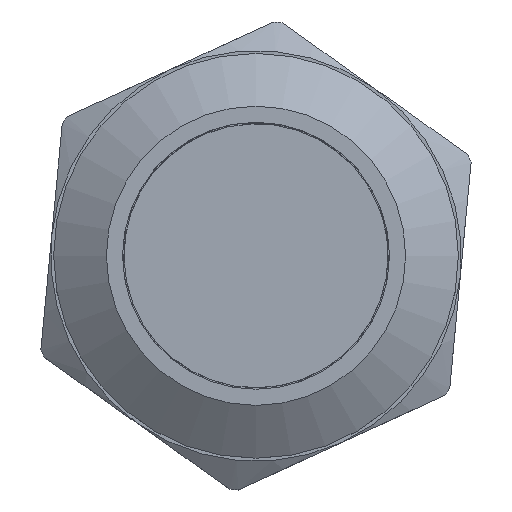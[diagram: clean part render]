
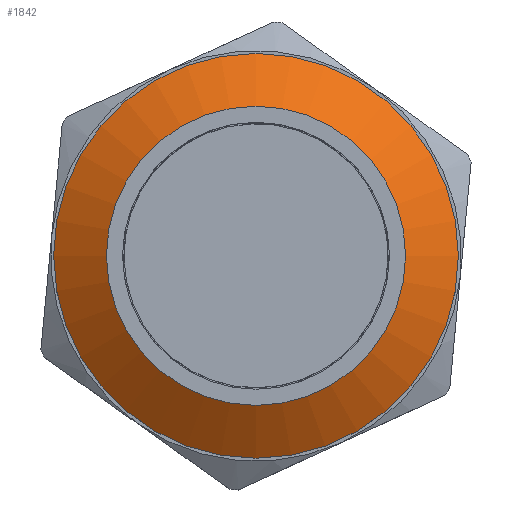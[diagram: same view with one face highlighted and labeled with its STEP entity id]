
A CAD part, top view. The second image highlights one B-rep face of the part: STEP entity #1842.
In plain terms, the highlighted conical face has half-angle 56.31 degrees and reference radius 6.9 mm.
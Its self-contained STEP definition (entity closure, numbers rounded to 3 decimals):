
#1484=CONICAL_SURFACE('',#4101,6.9,56.31);
#1663=FACE_BOUND('',#2229,.T.);
#1664=FACE_BOUND('',#2230,.T.);
#1842=ADVANCED_FACE('',(#1663,#1664),#1484,.T.);
#2229=EDGE_LOOP('',(#3111));
#2230=EDGE_LOOP('',(#3112));
#2292=CIRCLE('',#4083,6.9);
#2293=CIRCLE('',#4085,5.1);
#3111=ORIENTED_EDGE('',*,*,#3783,.F.);
#3112=ORIENTED_EDGE('',*,*,#3782,.F.);
#3377=VERTEX_POINT('',#6805);
#3378=VERTEX_POINT('',#6808);
#3782=EDGE_CURVE('',#3377,#3377,#2292,.T.);
#3783=EDGE_CURVE('',#3378,#3378,#2293,.T.);
#4083=AXIS2_PLACEMENT_3D('',#6804,#4830,#4831);
#4085=AXIS2_PLACEMENT_3D('',#6807,#4834,#4835);
#4101=AXIS2_PLACEMENT_3D('',#7560,#4866,#4867);
#4830=DIRECTION('',(0.,0.,-1.));
#4831=DIRECTION('',(-1.,0.,0.));
#4834=DIRECTION('',(0.,0.,1.));
#4835=DIRECTION('',(-1.,0.,0.));
#4866=DIRECTION('',(0.,0.,-1.));
#4867=DIRECTION('',(-1.,0.,0.));
#6804=CARTESIAN_POINT('',(0.,0.,10.1));
#6805=CARTESIAN_POINT('',(-6.9,0.,10.1));
#6807=CARTESIAN_POINT('',(0.,0.,11.3));
#6808=CARTESIAN_POINT('',(-5.1,0.,11.3));
#7560=CARTESIAN_POINT('',(0.,0.,10.1));
